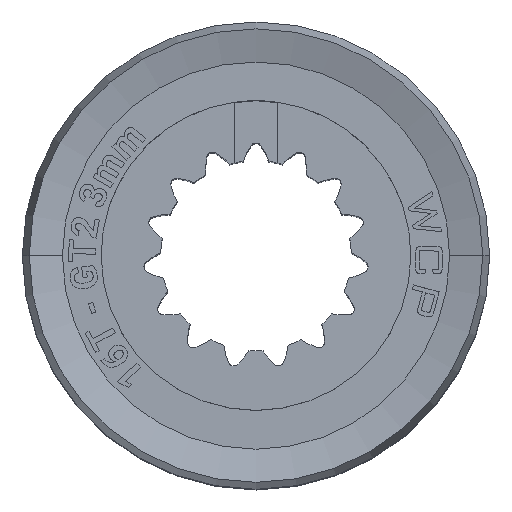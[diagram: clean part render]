
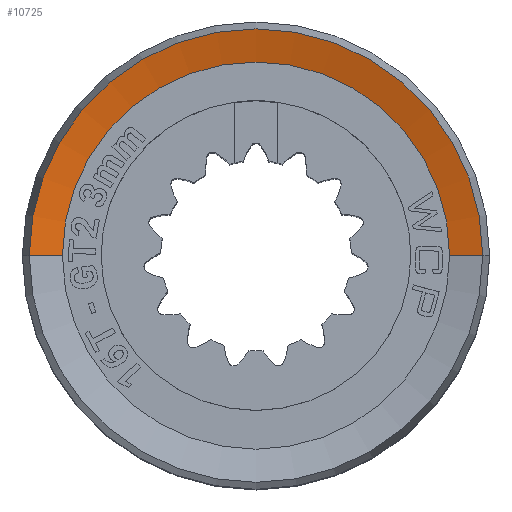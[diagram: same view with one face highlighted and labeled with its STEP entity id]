
A CAD part, top view. The second image highlights one B-rep face of the part: STEP entity #10725.
In plain terms, the highlighted conical face has half-angle 75 degrees and reference radius 8.491 mm.
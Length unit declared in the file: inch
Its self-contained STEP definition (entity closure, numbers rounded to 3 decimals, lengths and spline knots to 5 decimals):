
#528 = EDGE_CURVE ( 'NONE', #8735, #6213, #10113, .T. ) ;
#1521 = DIRECTION ( 'NONE',  ( -1., 0., 0. ) ) ;
#1990 = CARTESIAN_POINT ( 'NONE',  ( 0., 0., 0.34774 ) ) ;
#2541 = CARTESIAN_POINT ( 'NONE',  ( 0.28543, 0., 0.33465 ) ) ;
#2690 = CARTESIAN_POINT ( 'NONE',  ( 0., 0., 0.34774 ) ) ;
#3696 = EDGE_CURVE ( 'NONE', #8735, #4017, #11328, .T. ) ;
#4017 = VERTEX_POINT ( 'NONE', #7568 ) ;
#4612 = VERTEX_POINT ( 'NONE', #14628 ) ;
#4704 = DIRECTION ( 'NONE',  ( 0., 0., -1. ) ) ;
#5630 = AXIS2_PLACEMENT_3D ( 'NONE', #8458, #4704, #9481 ) ;
#5981 = ORIENTED_EDGE ( 'NONE', *, *, #11217, .T. ) ;
#6103 = LINE ( 'NONE', #10651, #7791 ) ;
#6213 = VERTEX_POINT ( 'NONE', #2541 ) ;
#6639 = DIRECTION ( 'NONE',  ( -0.966, 0., 0.259 ) ) ;
#6779 = CONICAL_SURFACE ( 'NONE', #7019, 0.3343, 1.309 ) ;
#7019 = AXIS2_PLACEMENT_3D ( 'NONE', #1990, #11495, #9164 ) ;
#7444 = DIRECTION ( 'NONE',  ( 0., 0., -1. ) ) ;
#7568 = CARTESIAN_POINT ( 'NONE',  ( -0.3343, 0., 0.34774 ) ) ;
#7791 = VECTOR ( 'NONE', #10727, 39.37008 ) ;
#7920 = FACE_OUTER_BOUND ( 'NONE', #10071, .T. ) ;
#8002 = CARTESIAN_POINT ( 'NONE',  ( -0.28543, 0., 0.33465 ) ) ;
#8458 = CARTESIAN_POINT ( 'NONE',  ( 0., 0., 0.33465 ) ) ;
#8735 = VERTEX_POINT ( 'NONE', #8002 ) ;
#9164 = DIRECTION ( 'NONE',  ( 1., 0., 0. ) ) ;
#9192 = ORIENTED_EDGE ( 'NONE', *, *, #3696, .F. ) ;
#9317 = ORIENTED_EDGE ( 'NONE', *, *, #12171, .F. ) ;
#9481 = DIRECTION ( 'NONE',  ( -1., 0., 0. ) ) ;
#9759 = CIRCLE ( 'NONE', #13745, 0.3343 ) ;
#10071 = EDGE_LOOP ( 'NONE', ( #9192, #12180, #5981, #9317 ) ) ;
#10113 = CIRCLE ( 'NONE', #5630, 0.28543 ) ;
#10651 = CARTESIAN_POINT ( 'NONE',  ( 0.3343, 0., 0.34774 ) ) ;
#10725 = ADVANCED_FACE ( 'NONE', ( #7920 ), #6779, .F. ) ;
#10727 = DIRECTION ( 'NONE',  ( 0.966, 0., 0.259 ) ) ;
#11165 = VECTOR ( 'NONE', #6639, 39.37008 ) ;
#11217 = EDGE_CURVE ( 'NONE', #6213, #4612, #6103, .T. ) ;
#11328 = LINE ( 'NONE', #12744, #11165 ) ;
#11495 = DIRECTION ( 'NONE',  ( 0., 0., 1. ) ) ;
#12171 = EDGE_CURVE ( 'NONE', #4017, #4612, #9759, .T. ) ;
#12180 = ORIENTED_EDGE ( 'NONE', *, *, #528, .T. ) ;
#12744 = CARTESIAN_POINT ( 'NONE',  ( -0.3343, 0., 0.34774 ) ) ;
#13745 = AXIS2_PLACEMENT_3D ( 'NONE', #2690, #7444, #1521 ) ;
#14628 = CARTESIAN_POINT ( 'NONE',  ( 0.3343, 0., 0.34774 ) ) ;
